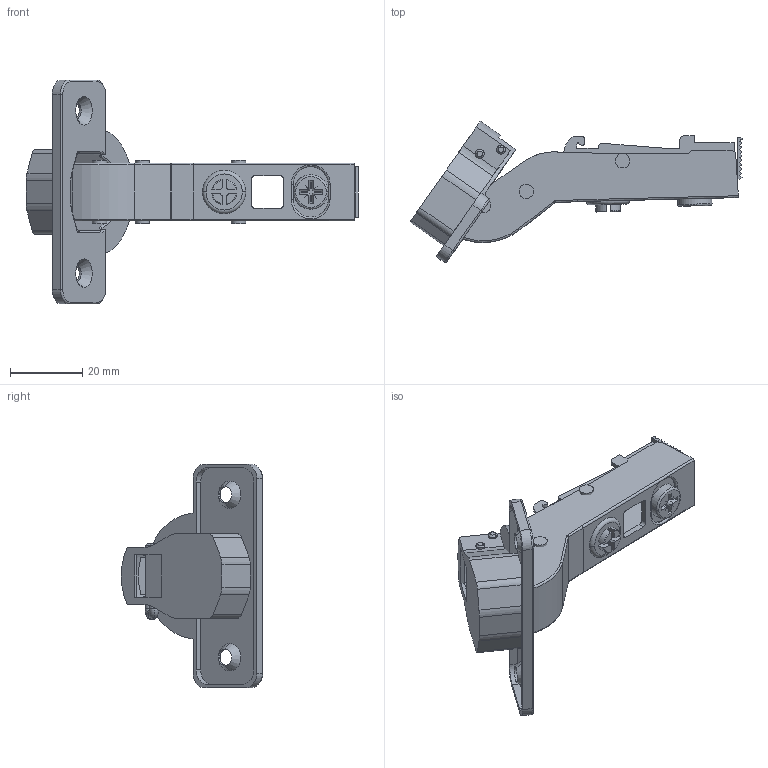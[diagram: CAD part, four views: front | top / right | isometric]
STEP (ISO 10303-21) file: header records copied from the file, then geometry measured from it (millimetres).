
FILE_DESCRIPTION (( 'STEP AP214' ), '1' );
FILE_NAME ('F000034,F000035-CLOSE_3D.step', '2022-06-06T12:49:57', ( '' ), ( '' ), 'SwSTEP 2.0', 'SolidWorks 2020', '' );
FILE_SCHEMA (( 'AUTOMOTIVE_DESIGN' ));
Length unit declared in the file: millimetre
Products named in the file (6): Spoj raminka miska; Miska; 鋀p; F000034,F000035-CLOSE_3D; Vidlice; Raminko 30 NC70
Assembly tree (8 placements, depth 2):
  F000034,F000035-CLOSE_3D
    Raminko 30 NC70
    Spoj raminka miska
    Miska
    Vidlice
    鋀p  x4
Bounding box: 91.91 x 39.12 x 62 mm (x, y, z)
Volume: 8953 mm3; surface area: 17305.2 mm2
Topology: 11 solids, 11 shells, 434 faces, 1163 edges, 748 vertices
Faces by surface type: plane 217, cylinder 160, torus 25, cone 16, bspline 13, sphere 3
Entity records: 13865 total; most frequent: CARTESIAN_POINT 2844, ORIENTED_EDGE 2282, DIRECTION 2241, EDGE_CURVE 1141, AXIS2_PLACEMENT_3D 767, VERTEX_POINT 736, LINE 707, VECTOR 707
